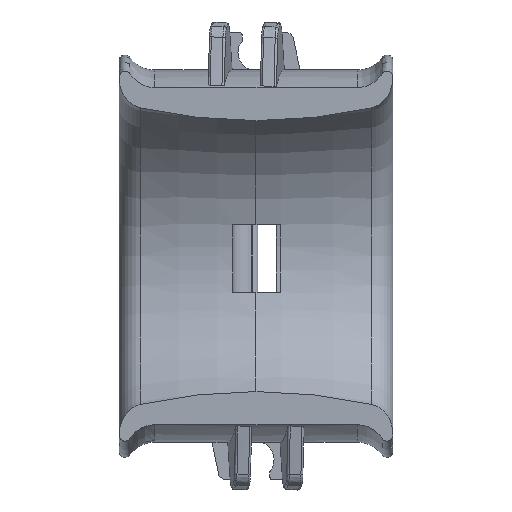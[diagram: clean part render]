
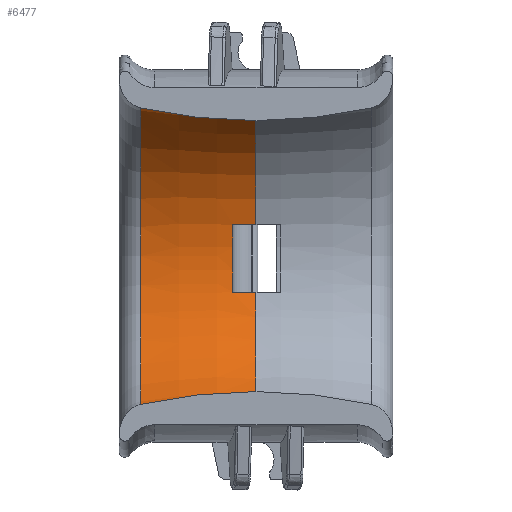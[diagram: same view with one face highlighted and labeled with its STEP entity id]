
A CAD part, front view. The second image highlights one B-rep face of the part: STEP entity #6477.
In plain terms, the highlighted toroidal (fillet/blend) face has major radius 103.012 mm and minor radius 81.712 mm.
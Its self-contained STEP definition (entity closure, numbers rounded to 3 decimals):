
#90 = DIRECTION ( 'NONE',  ( 0., 0., 1. ) ) ;
#144 = EDGE_CURVE ( 'NONE', #3438, #1201, #1381, .T. ) ;
#167 = CARTESIAN_POINT ( 'NONE',  ( 0., -25.3, -21.3 ) ) ;
#228 = CARTESIAN_POINT ( 'NONE',  ( -3.134, -4.371, 4.271 ) ) ;
#311 = CIRCLE ( 'NONE', #4055, 21.36 ) ;
#330 = DIRECTION ( 'NONE',  ( 0., 0., 1. ) ) ;
#467 = AXIS2_PLACEMENT_3D ( 'NONE', #6398, #1847, #330 ) ;
#473 = AXIS2_PLACEMENT_3D ( 'NONE', #6188, #1566, #90 ) ;
#483 = EDGE_CURVE ( 'NONE', #1811, #2915, #3750, .T. ) ;
#596 = DIRECTION ( 'NONE',  ( 0., 0., 1. ) ) ;
#910 = EDGE_CURVE ( 'NONE', #2915, #6588, #311, .T. ) ;
#932 = CARTESIAN_POINT ( 'NONE',  ( 0., -4.433, 4.271 ) ) ;
#1201 = VERTEX_POINT ( 'NONE', #167 ) ;
#1305 = DIRECTION ( 'NONE',  ( -1., 0., 0. ) ) ;
#1381 = CIRCLE ( 'NONE', #3099, 81.712 ) ;
#1458 = EDGE_CURVE ( 'NONE', #2542, #6381, #3275, .T. ) ;
#1526 = AXIS2_PLACEMENT_3D ( 'NONE', #2668, #6155, #596 ) ;
#1556 = AXIS2_PLACEMENT_3D ( 'NONE', #4958, #4449, #3991 ) ;
#1566 = DIRECTION ( 'NONE',  ( -1., 0., 0. ) ) ;
#1656 = TOROIDAL_SURFACE ( 'NONE', #473, 103.012, 81.712 ) ;
#1811 = VERTEX_POINT ( 'NONE', #6528 ) ;
#1812 = CARTESIAN_POINT ( 'NONE',  ( 0., -25.3, 0. ) ) ;
#1847 = DIRECTION ( 'NONE',  ( -1., 0., 0. ) ) ;
#1950 = ORIENTED_EDGE ( 'NONE', *, *, #483, .T. ) ;
#2326 = DIRECTION ( 'NONE',  ( 0., 0., -1. ) ) ;
#2509 = CARTESIAN_POINT ( 'NONE',  ( 0., -25.3, 21.3 ) ) ;
#2542 = VERTEX_POINT ( 'NONE', #3418 ) ;
#2668 = CARTESIAN_POINT ( 'NONE',  ( -15.68, -25.3, 0. ) ) ;
#2915 = VERTEX_POINT ( 'NONE', #4569 ) ;
#3099 = AXIS2_PLACEMENT_3D ( 'NONE', #5704, #4198, #3131 ) ;
#3131 = DIRECTION ( 'NONE',  ( 0., 0., 1. ) ) ;
#3275 = CIRCLE ( 'NONE', #1556, 81.712 ) ;
#3335 = CARTESIAN_POINT ( 'NONE',  ( -3.134, -4.516, -4.929 ) ) ;
#3418 = CARTESIAN_POINT ( 'NONE',  ( -15.68, -25.3, 22.819 ) ) ;
#3438 = VERTEX_POINT ( 'NONE', #6378 ) ;
#3441 = ORIENTED_EDGE ( 'NONE', *, *, #910, .T. ) ;
#3538 = CARTESIAN_POINT ( 'NONE',  ( 0., -4.433, 4.271 ) ) ;
#3673 = CIRCLE ( 'NONE', #6556, 21.3 ) ;
#3750 = B_SPLINE_CURVE_WITH_KNOTS ( 'NONE', 3,
 ( #3937, #3808, #5977, #3335 ),
 .UNSPECIFIED., .F., .F.,
 ( 4, 4 ),
 ( 0.018, 0.021 ),
 .UNSPECIFIED. ) ;
#3758 = ORIENTED_EDGE ( 'NONE', *, *, #6498, .T. ) ;
#3808 = CARTESIAN_POINT ( 'NONE',  ( -1.043, -4.578, -4.929 ) ) ;
#3849 = DIRECTION ( 'NONE',  ( 0., 0., 1. ) ) ;
#3895 = CIRCLE ( 'NONE', #1526, 22.819 ) ;
#3937 = CARTESIAN_POINT ( 'NONE',  ( 0., -4.578, -4.929 ) ) ;
#3991 = DIRECTION ( 'NONE',  ( 0., 0., -1. ) ) ;
#4055 = AXIS2_PLACEMENT_3D ( 'NONE', #5424, #4860, #2326 ) ;
#4198 = DIRECTION ( 'NONE',  ( 0., 1., 0. ) ) ;
#4219 = ORIENTED_EDGE ( 'NONE', *, *, #5974, .F. ) ;
#4446 = ORIENTED_EDGE ( 'NONE', *, *, #1458, .F. ) ;
#4449 = DIRECTION ( 'NONE',  ( 0., -1., 0. ) ) ;
#4471 = CARTESIAN_POINT ( 'NONE',  ( -2.09, -4.412, 4.271 ) ) ;
#4569 = CARTESIAN_POINT ( 'NONE',  ( -3.134, -4.516, -4.929 ) ) ;
#4609 = ORIENTED_EDGE ( 'NONE', *, *, #4674, .F. ) ;
#4674 = EDGE_CURVE ( 'NONE', #6381, #5484, #6450, .T. ) ;
#4703 = ORIENTED_EDGE ( 'NONE', *, *, #6389, .T. ) ;
#4847 = EDGE_LOOP ( 'NONE', ( #4609, #4446, #3758, #5331, #4219, #1950, #3441, #4703 ) ) ;
#4860 = DIRECTION ( 'NONE',  ( 1., 0., 0. ) ) ;
#4958 = CARTESIAN_POINT ( 'NONE',  ( 0., -25.3, 103.012 ) ) ;
#5040 = CARTESIAN_POINT ( 'NONE',  ( -3.134, -4.371, 4.271 ) ) ;
#5331 = ORIENTED_EDGE ( 'NONE', *, *, #144, .T. ) ;
#5424 = CARTESIAN_POINT ( 'NONE',  ( -3.134, -25.3, 0. ) ) ;
#5484 = VERTEX_POINT ( 'NONE', #932 ) ;
#5612 = FACE_OUTER_BOUND ( 'NONE', #4847, .T. ) ;
#5654 = B_SPLINE_CURVE_WITH_KNOTS ( 'NONE', 3,
 ( #5040, #4471, #6519, #3538 ),
 .UNSPECIFIED., .F., .F.,
 ( 4, 4 ),
 ( 0.015, 0.018 ),
 .UNSPECIFIED. ) ;
#5704 = CARTESIAN_POINT ( 'NONE',  ( 0., -25.3, -103.012 ) ) ;
#5974 = EDGE_CURVE ( 'NONE', #1811, #1201, #3673, .T. ) ;
#5977 = CARTESIAN_POINT ( 'NONE',  ( -2.088, -4.558, -4.929 ) ) ;
#6155 = DIRECTION ( 'NONE',  ( -1., 0., 0. ) ) ;
#6188 = CARTESIAN_POINT ( 'NONE',  ( 0., -25.3, 0. ) ) ;
#6378 = CARTESIAN_POINT ( 'NONE',  ( -15.68, -25.3, -22.819 ) ) ;
#6381 = VERTEX_POINT ( 'NONE', #2509 ) ;
#6389 = EDGE_CURVE ( 'NONE', #6588, #5484, #5654, .T. ) ;
#6398 = CARTESIAN_POINT ( 'NONE',  ( 0., -25.3, 0. ) ) ;
#6450 = CIRCLE ( 'NONE', #467, 21.3 ) ;
#6477 = ADVANCED_FACE ( 'NONE', ( #5612 ), #1656, .T. ) ;
#6498 = EDGE_CURVE ( 'NONE', #2542, #3438, #3895, .T. ) ;
#6519 = CARTESIAN_POINT ( 'NONE',  ( -1.046, -4.433, 4.271 ) ) ;
#6528 = CARTESIAN_POINT ( 'NONE',  ( 0., -4.578, -4.929 ) ) ;
#6556 = AXIS2_PLACEMENT_3D ( 'NONE', #1812, #1305, #3849 ) ;
#6588 = VERTEX_POINT ( 'NONE', #228 ) ;
